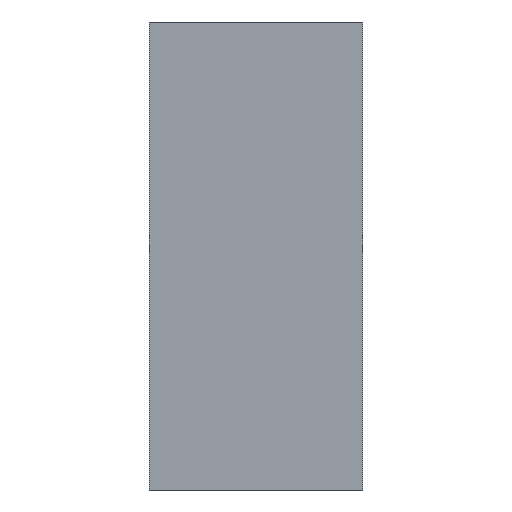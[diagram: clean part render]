
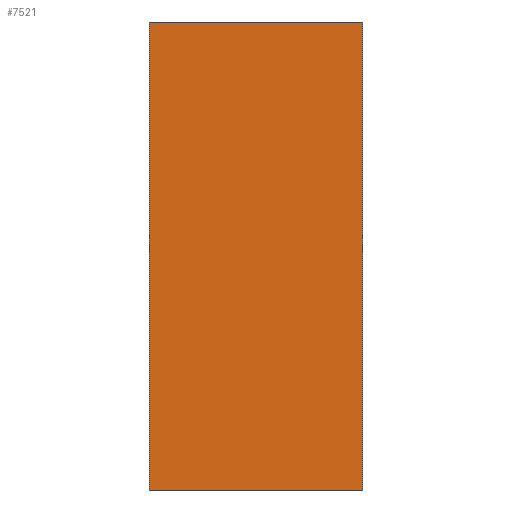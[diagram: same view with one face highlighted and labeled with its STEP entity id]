
A CAD part, front view. The second image highlights one B-rep face of the part: STEP entity #7521.
In plain terms, the highlighted planar face has unit normal (0, -1, 0).
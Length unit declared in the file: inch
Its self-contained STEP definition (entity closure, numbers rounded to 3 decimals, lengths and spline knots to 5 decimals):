
#613=FACE_OUTER_BOUND('',#1022,.T.);
#1022=EDGE_LOOP('',(#6812,#6813,#6814,#6815));
#2097=LINE('',#12633,#2870);
#2107=LINE('',#12657,#2880);
#2108=LINE('',#12659,#2881);
#2109=LINE('',#12660,#2882);
#2870=VECTOR('',#10402,0.3937);
#2880=VECTOR('',#10428,0.3937);
#2881=VECTOR('',#10429,0.3937);
#2882=VECTOR('',#10430,0.3937);
#3601=VERTEX_POINT('',#12630);
#3602=VERTEX_POINT('',#12632);
#3608=VERTEX_POINT('',#12656);
#3609=VERTEX_POINT('',#12658);
#4679=EDGE_CURVE('',#3601,#3602,#2097,.T.);
#4691=EDGE_CURVE('',#3601,#3608,#2107,.T.);
#4692=EDGE_CURVE('',#3609,#3608,#2108,.T.);
#4693=EDGE_CURVE('',#3602,#3609,#2109,.T.);
#6812=ORIENTED_EDGE('',*,*,#4679,.F.);
#6813=ORIENTED_EDGE('',*,*,#4691,.T.);
#6814=ORIENTED_EDGE('',*,*,#4692,.F.);
#6815=ORIENTED_EDGE('',*,*,#4693,.F.);
#7132=PLANE('',#8246);
#7521=ADVANCED_FACE('',(#613),#7132,.T.);
#8246=AXIS2_PLACEMENT_3D('',#12655,#10426,#10427);
#10402=DIRECTION('',(0.,0.,1.));
#10426=DIRECTION('center_axis',(0.,-1.,0.));
#10427=DIRECTION('ref_axis',(0.,0.,
-1.));
#10428=DIRECTION('',(1.,0.,0.));
#10429=DIRECTION('',(0.,0.,-1.));
#10430=DIRECTION('',(1.,0.,0.));
#12630=CARTESIAN_POINT('',(-0.07874,-0.72463,-4.09449));
#12632=CARTESIAN_POINT('',(-0.07874,-0.72463,1.25984));
#12633=CARTESIAN_POINT('',(-0.07874,-0.72463,-4.09449));
#12655=CARTESIAN_POINT('Origin',(-0.07874,-0.72463,
1.25984));
#12656=CARTESIAN_POINT('',(2.3622,-0.72463,-4.09449));
#12657=CARTESIAN_POINT('',(-0.07874,-0.72463,-4.09449));
#12658=CARTESIAN_POINT('',(2.3622,-0.72463,1.25984));
#12659=CARTESIAN_POINT('',(2.3622,-0.72463,-4.09449));
#12660=CARTESIAN_POINT('',(-0.07874,-0.72463,1.25984));
